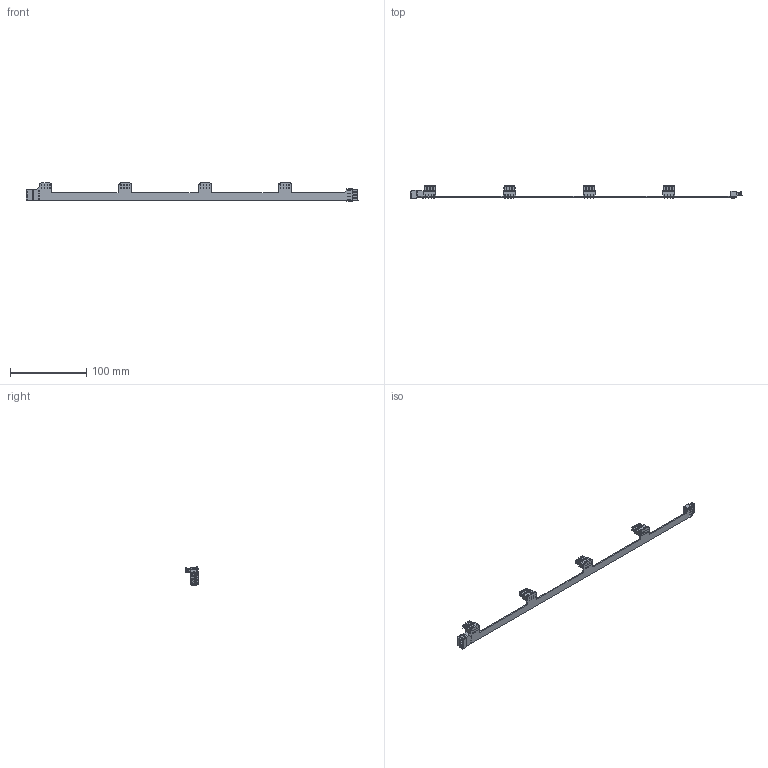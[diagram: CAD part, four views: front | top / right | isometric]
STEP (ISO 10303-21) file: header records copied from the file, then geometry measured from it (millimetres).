
FILE_DESCRIPTION((''),'2;1');
FILE_NAME('Szyna_6S.stp','2025-05-07T16:15:39',(''),(''),'STEP Write','Mastercam X9 ... CNC Software, Inc.','');
FILE_SCHEMA(('AUTOMOTIVE_DESIGN'));
Length unit declared in the file: millimetre
Products named in the file (1): None
Bounding box: 436.26 x 18.2 x 24 mm (x, y, z)
Volume: 13106.2 mm3; surface area: 28391.9 mm2
Topology: 45 solids, 85 shells, 4485 faces, 14798 edges, 12962 vertices
Faces by surface type: plane 3512, cylinder 749, bspline 180, cone 24, torus 20
Full cylindrical faces by diameter (mm): 1 x20, 1.2 x20, 1.5 x4, 1.8 x4, 1.9 x12, 2.1 x24, 2.8 x8
Entity records: 162376 total; most frequent: CARTESIAN_POINT 34056, DIRECTION 24750, ORIENTED_EDGE 24142, VECTOR 12728, LINE 12728, EDGE_CURVE 12031, VERTEX_POINT 7826, AXIS2_PLACEMENT_3D 6011
